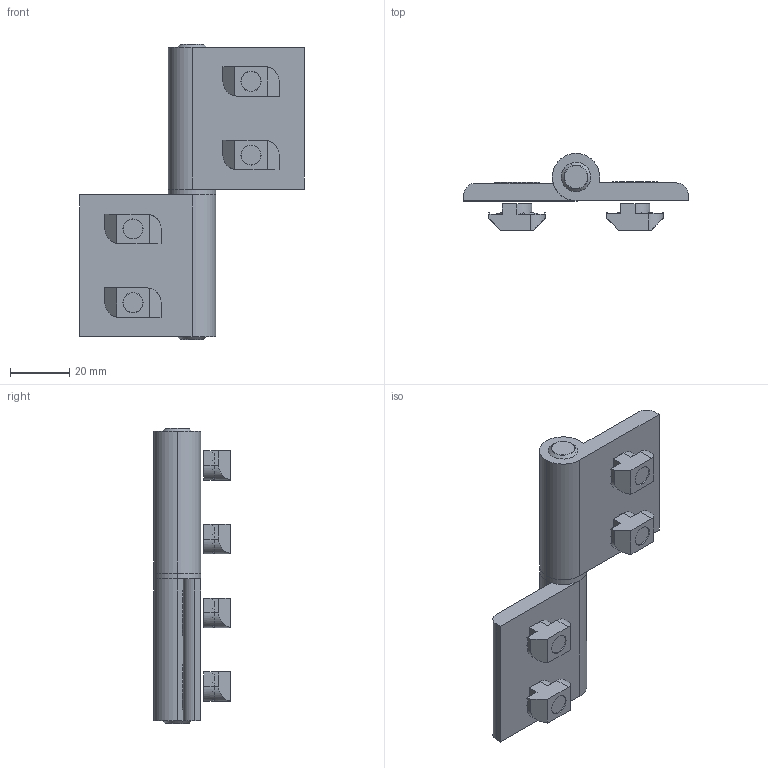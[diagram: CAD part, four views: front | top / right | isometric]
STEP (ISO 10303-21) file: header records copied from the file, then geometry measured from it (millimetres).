
FILE_DESCRIPTION (( 'STEP AP203' ), '1' );
FILE_NAME ('7.27.40.40.ST.STEP', '2014-06-26T01:48:59', ( 'USER' ), ( 'Microsoft' ), 'SwSTEP 2.0', 'SolidWorks 2012', '' );
FILE_SCHEMA (( 'CONFIG_CONTROL_DESIGN' ));
Length unit declared in the file: millimetre
Products named in the file (1): 7.27.40.40.ST
Bounding box: 76 x 26 x 100 mm (x, y, z)
Surface area: 16819.9 mm2 (no closed solid volume)
Topology: 0 solids, 23 shells, 203 faces, 712 edges, 514 vertices
Faces by surface type: plane 105, cone 48, cylinder 46, torus 4
Entity records: 7665 total; most frequent: CARTESIAN_POINT 1630, DIRECTION 1282, ORIENTED_EDGE 1084, EDGE_CURVE 704, VERTEX_POINT 514, AXIS2_PLACEMENT_3D 438, VECTOR 406, LINE 406
